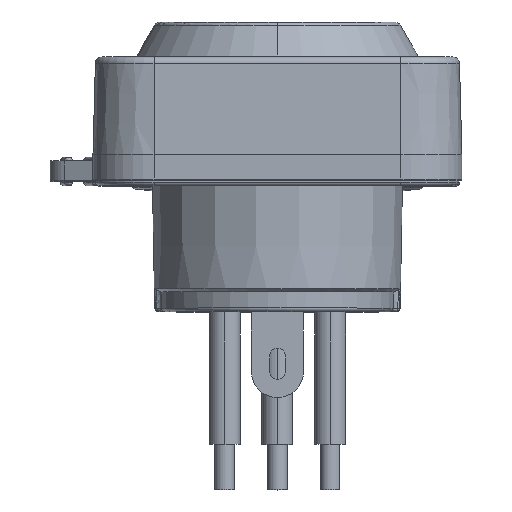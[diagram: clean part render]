
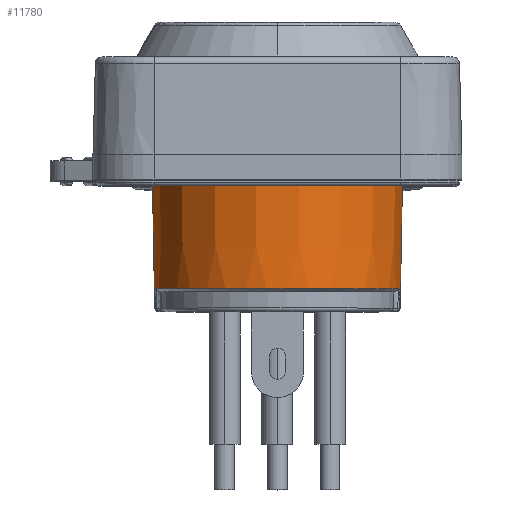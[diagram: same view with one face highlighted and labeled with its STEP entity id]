
A CAD part, top view. The second image highlights one B-rep face of the part: STEP entity #11780.
In plain terms, the highlighted conical face has half-angle 1 degrees and reference radius 9.578 mm.
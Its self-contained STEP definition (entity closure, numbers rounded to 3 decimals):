
#3949=CARTESIAN_POINT('',(14.2,17.409,-16.7));
#3950=DIRECTION('',(0.,1.,0.));
#3951=DIRECTION('',(-1.,0.,0.));
#3952=AXIS2_PLACEMENT_3D('',#3949,#3950,#3951);
#3959=DIRECTION('',(-0.017,-1.,0.));
#3960=VECTOR('',#3959,14.316);
#3961=CARTESIAN_POINT('',(23.903,17.409,-16.7));
#3962=LINE('',#3961,#3960);
#3963=CARTESIAN_POINT('',(23.614,3.095,-15.849));
#3964=CARTESIAN_POINT('',(23.617,3.258,-15.846));
#3965=CARTESIAN_POINT('',(23.622,3.584,-15.838));
#3966=CARTESIAN_POINT('',(23.629,4.075,-15.828));
#3967=CARTESIAN_POINT('',(23.635,4.402,-15.82));
#3968=CARTESIAN_POINT('',(23.637,4.565,-15.816));
#3970=CARTESIAN_POINT('',(4.763,4.565,-15.816));
#3971=CARTESIAN_POINT('',(4.765,4.402,-15.82));
#3972=CARTESIAN_POINT('',(4.771,4.075,-15.828));
#3973=CARTESIAN_POINT('',(4.778,3.584,-15.838));
#3974=CARTESIAN_POINT('',(4.783,3.258,-15.846));
#3975=CARTESIAN_POINT('',(4.786,3.095,-15.849));
#3977=DIRECTION('',(-0.017,1.,0.));
#3978=VECTOR('',#3977,14.316);
#3979=CARTESIAN_POINT('',(4.747,3.095,-16.7));
#3980=LINE('',#3979,#3978);
#3999=CARTESIAN_POINT('',(14.2,3.095,-16.7));
#4000=DIRECTION('',(0.,1.,0.));
#4001=DIRECTION('',(0.996,0.,0.09));
#4002=AXIS2_PLACEMENT_3D('',#3999,#4000,#4001);
#4134=CARTESIAN_POINT('',(14.2,3.095,-16.7));
#4135=DIRECTION('',(0.,1.,0.));
#4136=DIRECTION('',(-1.,0.,0.));
#4137=AXIS2_PLACEMENT_3D('',#4134,#4135,#4136);
#4306=CARTESIAN_POINT('',(14.2,4.565,-16.7));
#4307=DIRECTION('',(0.,1.,0.));
#4308=DIRECTION('',(-0.996,0.,0.093));
#4309=AXIS2_PLACEMENT_3D('',#4306,#4307,#4308);
#4819=CARTESIAN_POINT('',(23.903,17.409,-16.7));
#4820=CARTESIAN_POINT('',(4.497,17.409,-16.7));
#4821=VERTEX_POINT('',#4819);
#4822=VERTEX_POINT('',#4820);
#4823=CARTESIAN_POINT('',(4.747,3.095,-16.7));
#4824=VERTEX_POINT('',#4823);
#4831=CARTESIAN_POINT('',(23.653,3.095,-16.7));
#4832=VERTEX_POINT('',#4831);
#5540=CARTESIAN_POINT('',(23.614,3.095,-15.849));
#5541=VERTEX_POINT('',#5540);
#5542=VERTEX_POINT('',#3968);
#5543=CARTESIAN_POINT('',(4.763,4.565,-15.816));
#5544=VERTEX_POINT('',#5543);
#5545=VERTEX_POINT('',#3975);
#11760=CARTESIAN_POINT('',(14.2,10.252,-16.7));
#11761=DIRECTION('',(0.,1.,0.));
#11762=DIRECTION('',(-1.,0.,0.));
#11763=AXIS2_PLACEMENT_3D('',#11760,#11761,#11762);
#11764=CONICAL_SURFACE('',#11763,9.578,1.);
#11765=ORIENTED_EDGE('',*,*,#11754,.T.);
#11766=ORIENTED_EDGE('',*,*,#6039,.T.);
#11768=ORIENTED_EDGE('',*,*,#11767,.F.);
#11770=ORIENTED_EDGE('',*,*,#11769,.T.);
#11772=ORIENTED_EDGE('',*,*,#11771,.F.);
#11774=ORIENTED_EDGE('',*,*,#11773,.T.);
#11776=ORIENTED_EDGE('',*,*,#11775,.F.);
#11777=ORIENTED_EDGE('',*,*,#6027,.T.);
#11778=EDGE_LOOP('',(#11765,#11766,#11768,#11770,#11772,#11774,#11776,#11777));
#11779=FACE_OUTER_BOUND('',#11778,.F.);
#11780=ADVANCED_FACE('',(#11779),#11764,.T.);
#3953=CIRCLE('',#3952,9.703);
#3969=B_SPLINE_CURVE_WITH_KNOTS('',3,(#3963,#3964,#3965,#3966,#3967,#3968),
.UNSPECIFIED.,.F.,.F.,(4,1,1,4),(0.,0.333,0.667,1.),
.UNSPECIFIED.);
#3976=B_SPLINE_CURVE_WITH_KNOTS('',3,(#3970,#3971,#3972,#3973,#3974,#3975),
.UNSPECIFIED.,.F.,.F.,(4,1,1,4),(0.,0.333,0.667,1.),
.UNSPECIFIED.);
#4003=CIRCLE('',#4002,9.453);
#4138=CIRCLE('',#4137,9.453);
#4310=CIRCLE('',#4309,9.478);
#6027=EDGE_CURVE('',#4824,#4822,#3980,.T.);
#6039=EDGE_CURVE('',#4821,#4832,#3962,.T.);
#11754=EDGE_CURVE('',#4822,#4821,#3953,.T.);
#11767=EDGE_CURVE('',#5541,#4832,#4003,.T.);
#11769=EDGE_CURVE('',#5541,#5542,#3969,.T.);
#11771=EDGE_CURVE('',#5544,#5542,#4310,.T.);
#11773=EDGE_CURVE('',#5544,#5545,#3976,.T.);
#11775=EDGE_CURVE('',#4824,#5545,#4138,.T.);
